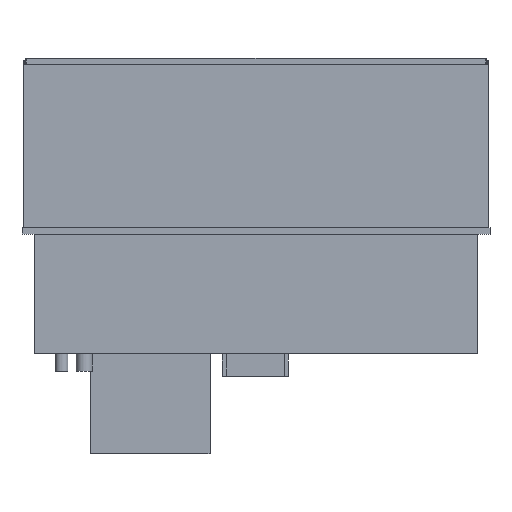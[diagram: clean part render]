
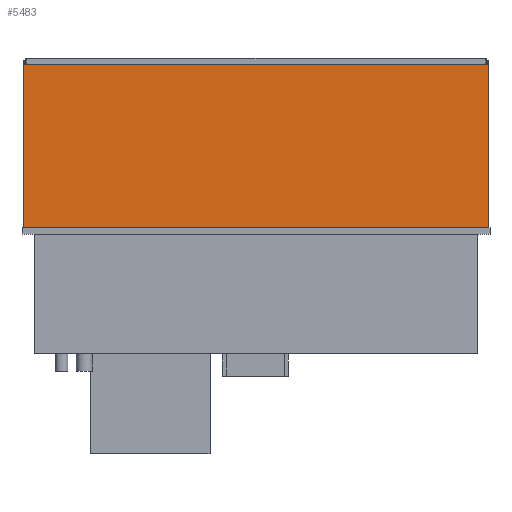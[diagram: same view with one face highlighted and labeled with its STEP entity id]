
A CAD part, top view. The second image highlights one B-rep face of the part: STEP entity #5483.
In plain terms, the highlighted planar face has unit normal (0, 0, 1).
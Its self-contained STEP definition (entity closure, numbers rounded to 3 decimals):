
#331=PLANE('',#5901);
#656=FACE_OUTER_BOUND('',#994,.T.);
#994=EDGE_LOOP('',(#4916,#4917,#4918,#4919));
#1614=LINE('',#8626,#2316);
#1617=LINE('',#8632,#2319);
#1620=LINE('',#8638,#2322);
#1623=LINE('',#8642,#2325);
#2316=VECTOR('',#7095,10.);
#2319=VECTOR('',#7100,10.);
#2322=VECTOR('',#7105,10.);
#2325=VECTOR('',#7110,10.);
#2896=VERTEX_POINT('',#8623);
#2897=VERTEX_POINT('',#8625);
#2899=VERTEX_POINT('',#8631);
#2901=VERTEX_POINT('',#8637);
#3582=EDGE_CURVE('',#2897,#2896,#1614,.T.);
#3585=EDGE_CURVE('',#2899,#2897,#1617,.T.);
#3588=EDGE_CURVE('',#2901,#2899,#1620,.T.);
#3591=EDGE_CURVE('',#2896,#2901,#1623,.T.);
#4916=ORIENTED_EDGE('',*,*,#3591,.T.);
#4917=ORIENTED_EDGE('',*,*,#3588,.T.);
#4918=ORIENTED_EDGE('',*,*,#3585,.T.);
#4919=ORIENTED_EDGE('',*,*,#3582,.T.);
#5483=ADVANCED_FACE('',(#656),#331,.T.);
#5901=AXIS2_PLACEMENT_3D('',#8643,#7111,#7112);
#7095=DIRECTION('',(0.,-1.,0.));
#7100=DIRECTION('',(-1.,0.,0.));
#7105=DIRECTION('',(0.,1.,0.));
#7110=DIRECTION('',(1.,0.,0.));
#7111=DIRECTION('center_axis',(0.,0.,1.));
#7112=DIRECTION('ref_axis',(1.,0.,0.));
#8623=CARTESIAN_POINT('',(-720.,20.,347.5));
#8625=CARTESIAN_POINT('',(-720.,524.,347.5));
#8626=CARTESIAN_POINT('',(-720.,524.,347.5));
#8631=CARTESIAN_POINT('',(720.,524.,347.5));
#8632=CARTESIAN_POINT('',(720.,524.,347.5));
#8637=CARTESIAN_POINT('',(720.,20.,347.5));
#8638=CARTESIAN_POINT('',(720.,20.,347.5));
#8642=CARTESIAN_POINT('',(-720.,20.,347.5));
#8643=CARTESIAN_POINT('Origin',(0.,272.,347.5));
